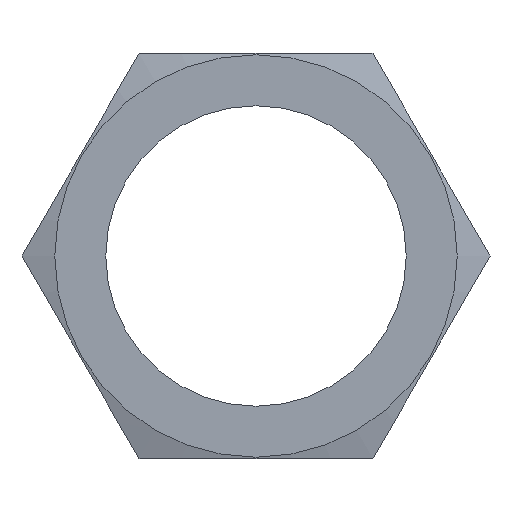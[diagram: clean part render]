
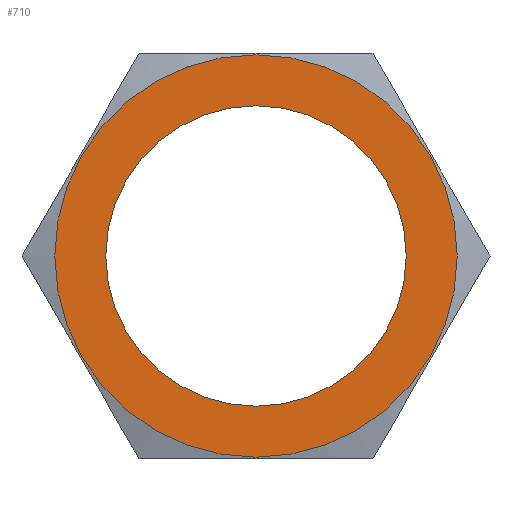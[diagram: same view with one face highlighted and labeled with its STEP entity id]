
A CAD part, left-side view. The second image highlights one B-rep face of the part: STEP entity #710.
In plain terms, the highlighted planar face has unit normal (-1, 0, 0).
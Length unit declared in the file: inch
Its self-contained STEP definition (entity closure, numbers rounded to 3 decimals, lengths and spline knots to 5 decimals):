
#17=FACE_BOUND('',#131,.T.);
#48=PLANE('',#790);
#90=FACE_OUTER_BOUND('',#130,.T.);
#130=EDGE_LOOP('',(#654,#655));
#131=EDGE_LOOP('',(#656,#657));
#154=CIRCLE('',#780,1.49);
#155=CIRCLE('',#781,1.49);
#158=CIRCLE('',#788,1.112);
#159=CIRCLE('',#789,1.112);
#325=VERTEX_POINT('',#4098);
#326=VERTEX_POINT('',#4100);
#329=VERTEX_POINT('',#4112);
#330=VERTEX_POINT('',#4114);
#432=EDGE_CURVE('',#325,#326,#154,.T.);
#433=EDGE_CURVE('',#326,#325,#155,.T.);
#438=EDGE_CURVE('',#330,#329,#158,.T.);
#439=EDGE_CURVE('',#329,#330,#159,.T.);
#654=ORIENTED_EDGE('',*,*,#433,.F.);
#655=ORIENTED_EDGE('',*,*,#432,.F.);
#656=ORIENTED_EDGE('',*,*,#438,.T.);
#657=ORIENTED_EDGE('',*,*,#439,.T.);
#710=ADVANCED_FACE('',(#90,#17),#48,.T.);
#780=AXIS2_PLACEMENT_3D('',#4101,#917,#918);
#781=AXIS2_PLACEMENT_3D('',#4102,#919,#920);
#788=AXIS2_PLACEMENT_3D('',#4115,#935,#936);
#789=AXIS2_PLACEMENT_3D('',#4116,#937,#938);
#790=AXIS2_PLACEMENT_3D('',#4117,#939,#940);
#917=DIRECTION('center_axis',(1.,0.,0.));
#918=DIRECTION('ref_axis',(0.,1.,0.));
#919=DIRECTION('center_axis',(1.,0.,0.));
#920=DIRECTION('ref_axis',(0.,1.,0.));
#935=DIRECTION('center_axis',(1.,0.,0.));
#936=DIRECTION('ref_axis',(0.,1.,0.));
#937=DIRECTION('center_axis',(1.,0.,0.));
#938=DIRECTION('ref_axis',(0.,1.,0.));
#939=DIRECTION('center_axis',(-1.,0.,0.));
#940=DIRECTION('ref_axis',(0.,0.,1.));
#4098=CARTESIAN_POINT('',(0.,-1.49,0.));
#4100=CARTESIAN_POINT('',(0.,1.49,0.));
#4101=CARTESIAN_POINT('Origin',(0.,0.,0.));
#4102=CARTESIAN_POINT('Origin',(0.,0.,0.));
#4112=CARTESIAN_POINT('',(0.,-1.112,0.));
#4114=CARTESIAN_POINT('',(0.,1.112,0.));
#4115=CARTESIAN_POINT('Origin',(0.,0.,0.));
#4116=CARTESIAN_POINT('Origin',(0.,0.,0.));
#4117=CARTESIAN_POINT('Origin',(0.,1.301,0.));
